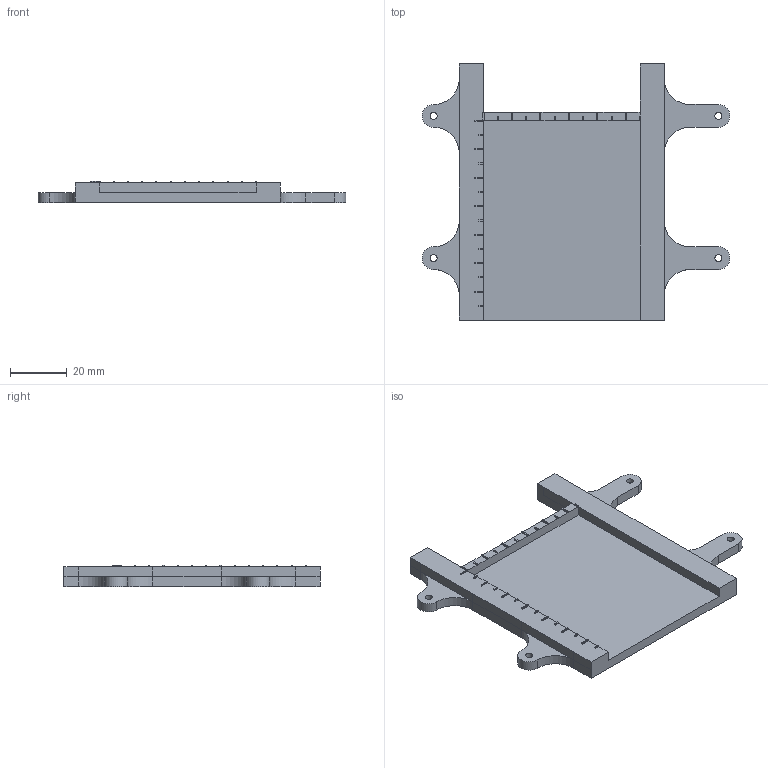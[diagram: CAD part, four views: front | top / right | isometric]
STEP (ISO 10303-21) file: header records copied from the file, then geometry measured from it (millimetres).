
FILE_DESCRIPTION(('FreeCAD Model'),'2;1');
FILE_NAME('Open CASCADE Shape Model','2024-08-05T12:02:48',(''),(''), 'Open CASCADE STEP processor 7.6','FreeCAD','Unknown');
FILE_SCHEMA(('AUTOMOTIVE_DESIGN { 1 0 10303 214 1 1 1 1 }'));
Length unit declared in the file: millimetre
Products named in the file (1): Тіло
Bounding box: 108 x 90 x 7.4 mm (x, y, z)
Volume: 27687.4 mm3; surface area: 15935.5 mm2
Topology: 1 solids, 1 shells, 192 faces, 489 edges, 299 vertices
Faces by surface type: plane 176, cylinder 16
Full cylindrical faces by diameter (mm): 2.5 x4
Entity records: 5635 total; most frequent: CARTESIAN_POINT 981, ORIENTED_EDGE 978, DIRECTION 907, EDGE_CURVE 489, LINE 457, VECTOR 457, VERTEX_POINT 299, AXIS2_PLACEMENT_3D 225
